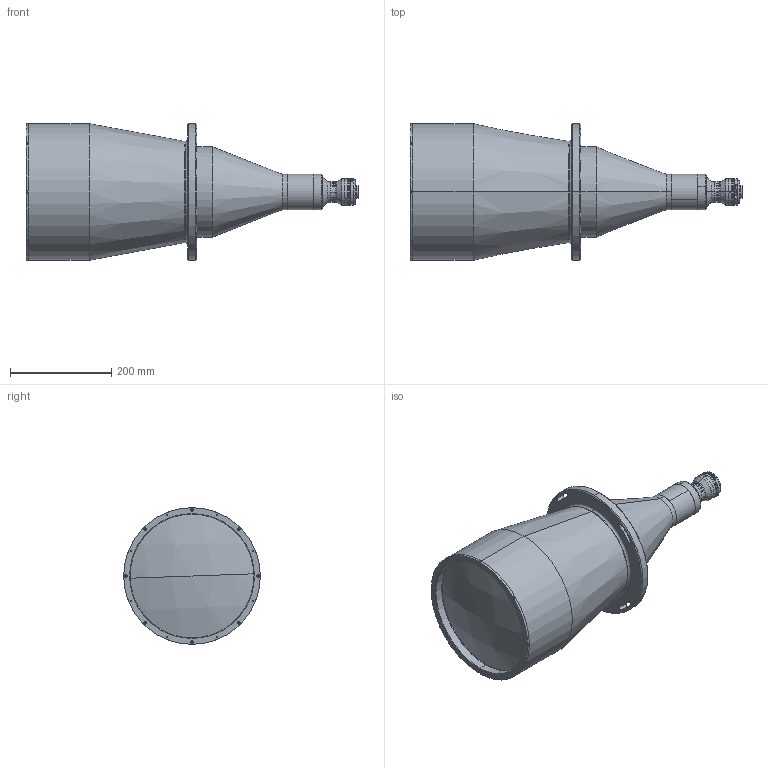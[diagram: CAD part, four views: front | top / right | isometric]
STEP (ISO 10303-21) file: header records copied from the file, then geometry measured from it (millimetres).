
FILE_DESCRIPTION (( 'STEP AP203' ), '1' );
FILE_NAME ('XF-PTL23816-C.STEP', '2019-07-22T05:49:44', ( 'puyufan' ), ( '' ), 'SwSTEP 2.0', 'SolidWorks 2014', '' );
FILE_SCHEMA (( 'CONFIG_CONTROL_DESIGN' ));
Length unit declared in the file: millimetre
Products named in the file (1): XF-PTL23816-C
Bounding box: 656.47 x 270 x 270 mm (x, y, z)
Surface area: 548056.4 mm2 (no closed solid volume)
Topology: 0 solids, 47 shells, 325 faces, 1322 edges, 1029 vertices
Faces by surface type: cylinder 153, plane 98, cone 54, torus 16, sphere 4
Entity records: 18317 total; most frequent: CARTESIAN_POINT 7319, DIRECTION 2320, ORIENTED_EDGE 1926, EDGE_CURVE 1310, VERTEX_POINT 1029, AXIS2_PLACEMENT_3D 888, CIRCLE 562, LINE 544
